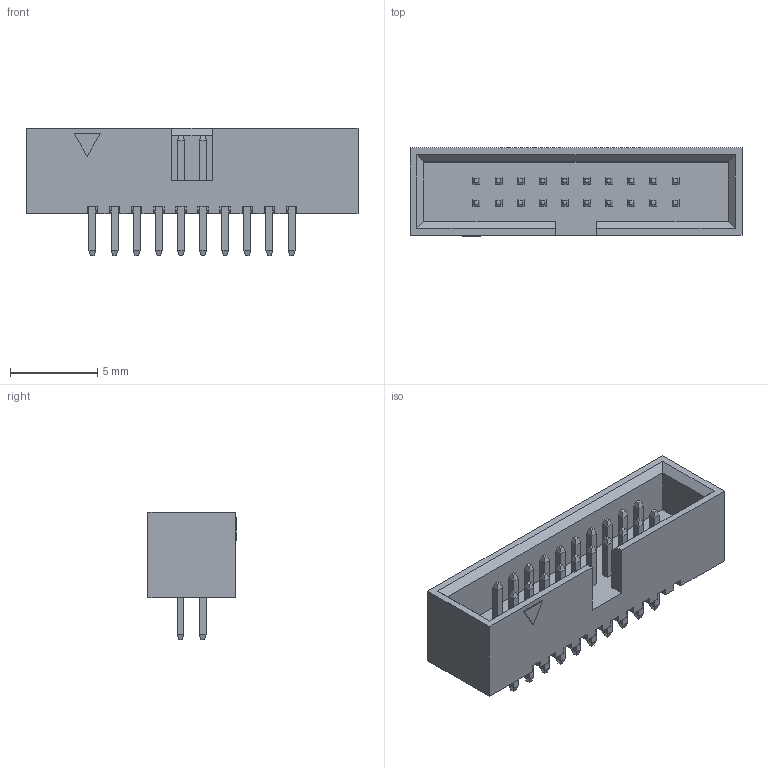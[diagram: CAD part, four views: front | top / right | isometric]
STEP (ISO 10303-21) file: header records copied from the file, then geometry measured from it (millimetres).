
FILE_DESCRIPTION(/* description */ ('Unknown'),/* implementation_level */ '2;1');
FILE_NAME(/* name */ '62702021621',/* time_stamp */ '2020-05-28T16:30:09+02:00',/* author */ ('Unknown'),/* organization */ ('Unknown'),/* preprocessor_version */ 'ST-DEVELOPER v16.7',/* originating_system */ 'DEX',/* authorisation */ $);
FILE_SCHEMA (('AUTOMOTIVE_DESIGN {1 0 10303 214 3 1 1}'));
Length unit declared in the file: millimetre
Products named in the file (3): 6270xx21621; 62702020621; 6270xx21621_Pin
Assembly tree (21 placements, depth 2):
  6270xx21621
    62702020621
    6270xx21621_Pin  x20
Bounding box: 19.05 x 5.05 x 7.3 mm (x, y, z)
Volume: 285.6 mm3; surface area: 824.5 mm2
Topology: 21 solids, 21 shells, 523 faces, 1296 edges, 796 vertices
Faces by surface type: plane 523
Entity records: 10364 total; most frequent: CARTESIAN_POINT 1535, ORIENTED_EDGE 1528, DIRECTION 1322, EDGE_CURVE 764, LINE 764, VECTOR 764, VERTEX_POINT 492, AXIS2_PLACEMENT_3D 279
